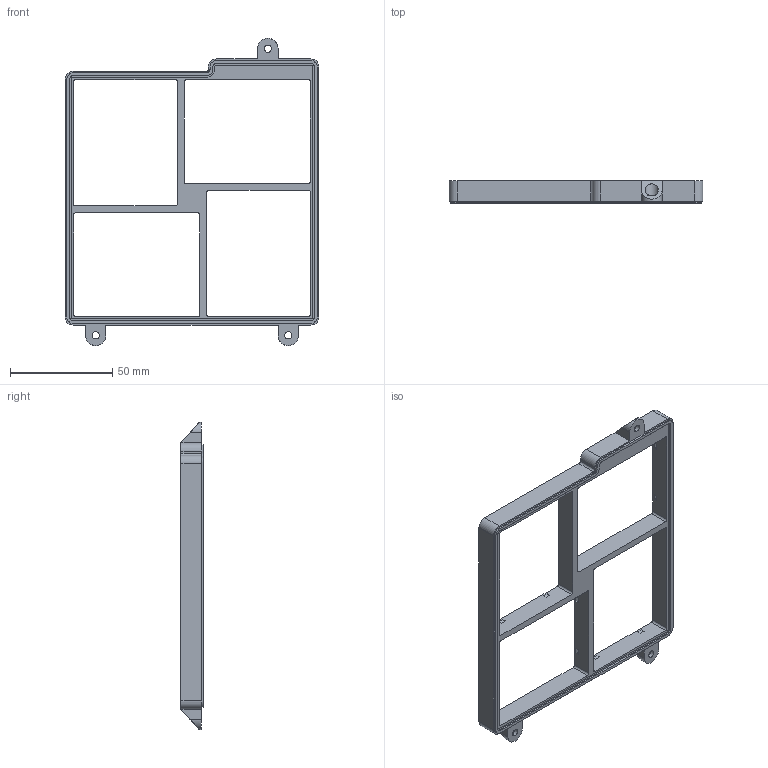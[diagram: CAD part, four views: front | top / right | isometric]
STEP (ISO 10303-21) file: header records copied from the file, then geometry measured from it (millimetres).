
FILE_DESCRIPTION (( 'STEP AP214' ), '1' );
FILE_NAME ('Filter Chamber Cap.STEP', '2023-09-06T16:58:53', ( '' ), ( '' ), 'SwSTEP 2.0', 'SolidWorks 2023', '' );
FILE_SCHEMA (( 'AUTOMOTIVE_DESIGN' ));
Length unit declared in the file: millimetre
Products named in the file (1): Filter Chamber Cap
Bounding box: 124 x 10.8 x 150 mm (x, y, z)
Volume: 32880.2 mm3; surface area: 21877.1 mm2
Topology: 1 solids, 1 shells, 254 faces, 675 edges, 442 vertices
Faces by surface type: plane 198, cylinder 56
Entity records: 7829 total; most frequent: CARTESIAN_POINT 1501, ORIENTED_EDGE 1350, DIRECTION 1231, EDGE_CURVE 675, VECTOR 545, LINE 545, VERTEX_POINT 442, AXIS2_PLACEMENT_3D 343
